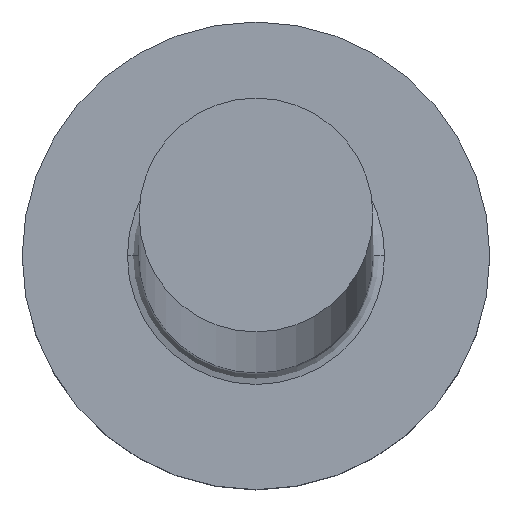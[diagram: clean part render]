
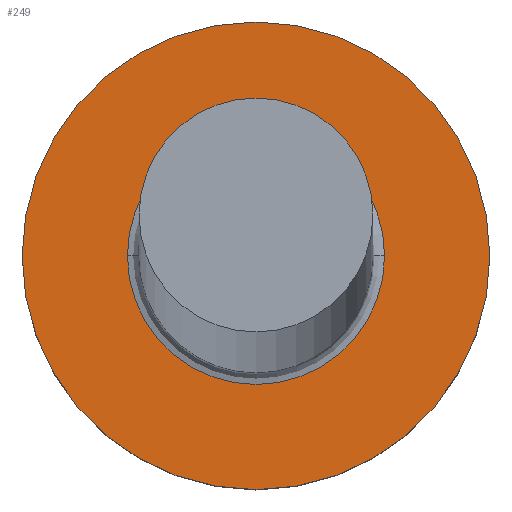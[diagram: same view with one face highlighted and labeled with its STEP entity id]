
A CAD part, top view. The second image highlights one B-rep face of the part: STEP entity #249.
In plain terms, the highlighted planar face has unit normal (0, 0, 1).
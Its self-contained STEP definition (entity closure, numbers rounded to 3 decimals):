
#7 = DIRECTION ( 'NONE',  ( 0., 0., 1. ) ) ;
#13 = EDGE_CURVE ( 'NONE', #62, #163, #172, .T. ) ;
#14 = AXIS2_PLACEMENT_3D ( 'NONE', #105, #301, #257 ) ;
#23 = AXIS2_PLACEMENT_3D ( 'NONE', #216, #136, #170 ) ;
#26 = DIRECTION ( 'NONE',  ( 1., 0., 0. ) ) ;
#32 = VERTEX_POINT ( 'NONE', #85 ) ;
#34 = ORIENTED_EDGE ( 'NONE', *, *, #291, .T. ) ;
#49 = CIRCLE ( 'NONE', #121, 4. ) ;
#62 = VERTEX_POINT ( 'NONE', #208 ) ;
#78 = EDGE_LOOP ( 'NONE', ( #79, #156 ) ) ;
#79 = ORIENTED_EDGE ( 'NONE', *, *, #307, .T. ) ;
#85 = CARTESIAN_POINT ( 'NONE',  ( 4., 0., 3. ) ) ;
#88 = CIRCLE ( 'NONE', #173, 2.2 ) ;
#92 = FACE_BOUND ( 'NONE', #78, .T. ) ;
#93 = CARTESIAN_POINT ( 'NONE',  ( 0., 0., 3. ) ) ;
#105 = CARTESIAN_POINT ( 'NONE',  ( 0., 0., 3. ) ) ;
#117 = PLANE ( 'NONE',  #23 ) ;
#121 = AXIS2_PLACEMENT_3D ( 'NONE', #93, #198, #125 ) ;
#125 = DIRECTION ( 'NONE',  ( 1., 0., 0. ) ) ;
#136 = DIRECTION ( 'NONE',  ( 0., 0., 1. ) ) ;
#142 = CIRCLE ( 'NONE', #186, 4. ) ;
#152 = EDGE_LOOP ( 'NONE', ( #270, #34 ) ) ;
#156 = ORIENTED_EDGE ( 'NONE', *, *, #13, .T. ) ;
#163 = VERTEX_POINT ( 'NONE', #259 ) ;
#166 = CARTESIAN_POINT ( 'NONE',  ( -4., 0., 3. ) ) ;
#170 = DIRECTION ( 'NONE',  ( 1., 0., 0. ) ) ;
#172 = CIRCLE ( 'NONE', #14, 2.2 ) ;
#173 = AXIS2_PLACEMENT_3D ( 'NONE', #175, #292, #26 ) ;
#175 = CARTESIAN_POINT ( 'NONE',  ( 0., 0., 3. ) ) ;
#184 = VERTEX_POINT ( 'NONE', #166 ) ;
#186 = AXIS2_PLACEMENT_3D ( 'NONE', #288, #7, #245 ) ;
#198 = DIRECTION ( 'NONE',  ( 0., 0., 1. ) ) ;
#208 = CARTESIAN_POINT ( 'NONE',  ( -2.2, 0., 3. ) ) ;
#216 = CARTESIAN_POINT ( 'NONE',  ( 0., 0., 3. ) ) ;
#245 = DIRECTION ( 'NONE',  ( 1., 0., 0. ) ) ;
#249 = ADVANCED_FACE ( 'NONE', ( #92, #305 ), #117, .T. ) ;
#257 = DIRECTION ( 'NONE',  ( 1., 0., 0. ) ) ;
#259 = CARTESIAN_POINT ( 'NONE',  ( 2.2, 0., 3. ) ) ;
#270 = ORIENTED_EDGE ( 'NONE', *, *, #287, .T. ) ;
#287 = EDGE_CURVE ( 'NONE', #184, #32, #142, .T. ) ;
#288 = CARTESIAN_POINT ( 'NONE',  ( 0., 0., 3. ) ) ;
#291 = EDGE_CURVE ( 'NONE', #32, #184, #49, .T. ) ;
#292 = DIRECTION ( 'NONE',  ( 0., 0., -1. ) ) ;
#301 = DIRECTION ( 'NONE',  ( 0., 0., -1. ) ) ;
#305 = FACE_OUTER_BOUND ( 'NONE', #152, .T. ) ;
#307 = EDGE_CURVE ( 'NONE', #163, #62, #88, .T. ) ;
